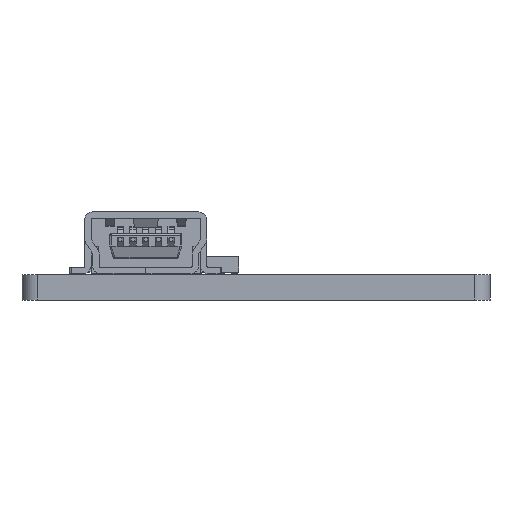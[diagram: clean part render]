
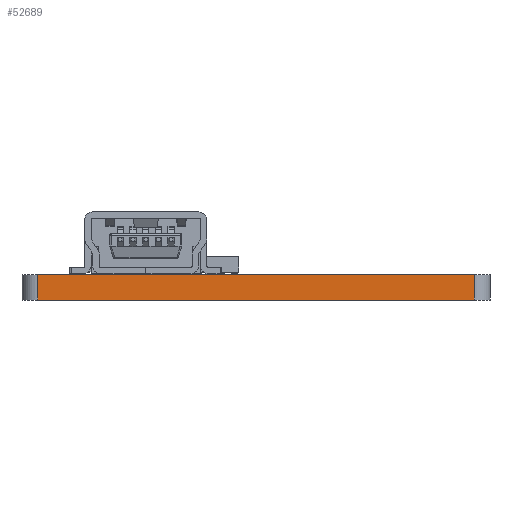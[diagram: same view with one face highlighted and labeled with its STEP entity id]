
A CAD part, front view. The second image highlights one B-rep face of the part: STEP entity #52689.
In plain terms, the highlighted planar face has unit normal (0, -1, 0).
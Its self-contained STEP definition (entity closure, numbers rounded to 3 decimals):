
#50702 = PLANE('',#50703);
#50703 = AXIS2_PLACEMENT_3D('',#50704,#50705,#50706);
#50704 = CARTESIAN_POINT('',(0.662,-0.771,1.6));
#50705 = DIRECTION('',(0.,0.,1.));
#50706 = DIRECTION('',(1.,0.,0.));
#50757 = PLANE('',#50758);
#50758 = AXIS2_PLACEMENT_3D('',#50759,#50760,#50761);
#50759 = CARTESIAN_POINT('',(0.662,-0.771,0.));
#50760 = DIRECTION('',(0.,0.,1.));
#50761 = DIRECTION('',(1.,0.,0.));
#51036 = VERTEX_POINT('',#51037);
#51037 = CARTESIAN_POINT('',(-13.75,-17.,0.));
#51052 = CYLINDRICAL_SURFACE('',#51053,1.);
#51053 = AXIS2_PLACEMENT_3D('',#51054,#51055,#51056);
#51054 = CARTESIAN_POINT('',(-13.75,-16.,0.));
#51055 = DIRECTION('',(0.,0.,-1.));
#51056 = DIRECTION('',(1.,0.,0.));
#51064 = EDGE_CURVE('',#51036,#51065,#51067,.T.);
#51065 = VERTEX_POINT('',#51066);
#51066 = CARTESIAN_POINT('',(13.75,-17.,0.));
#51067 = SURFACE_CURVE('',#51068,(#51072,#51079),.PCURVE_S1.);
#51068 = LINE('',#51069,#51070);
#51069 = CARTESIAN_POINT('',(-13.75,-17.,0.));
#51070 = VECTOR('',#51071,1.);
#51071 = DIRECTION('',(1.,0.,0.));
#51072 = PCURVE('',#50757,#51073);
#51073 = DEFINITIONAL_REPRESENTATION('',(#51074),#51078);
#51074 = LINE('',#51075,#51076);
#51075 = CARTESIAN_POINT('',(-14.412,-16.229));
#51076 = VECTOR('',#51077,1.);
#51077 = DIRECTION('',(1.,0.));
#51078 = ( GEOMETRIC_REPRESENTATION_CONTEXT(2) 
PARAMETRIC_REPRESENTATION_CONTEXT() REPRESENTATION_CONTEXT('2D SPACE',''
  ) );
#51079 = PCURVE('',#51080,#51085);
#51080 = PLANE('',#51081);
#51081 = AXIS2_PLACEMENT_3D('',#51082,#51083,#51084);
#51082 = CARTESIAN_POINT('',(-13.75,-17.,0.));
#51083 = DIRECTION('',(0.,1.,0.));
#51084 = DIRECTION('',(1.,0.,0.));
#51085 = DEFINITIONAL_REPRESENTATION('',(#51086),#51090);
#51086 = LINE('',#51087,#51088);
#51087 = CARTESIAN_POINT('',(0.,0.));
#51088 = VECTOR('',#51089,1.);
#51089 = DIRECTION('',(1.,0.));
#51090 = ( GEOMETRIC_REPRESENTATION_CONTEXT(2) 
PARAMETRIC_REPRESENTATION_CONTEXT() REPRESENTATION_CONTEXT('2D SPACE',''
  ) );
#51109 = CYLINDRICAL_SURFACE('',#51110,1.);
#51110 = AXIS2_PLACEMENT_3D('',#51111,#51112,#51113);
#51111 = CARTESIAN_POINT('',(13.75,-16.,0.));
#51112 = DIRECTION('',(0.,0.,-1.));
#51113 = DIRECTION('',(1.,0.,0.));
#51892 = VERTEX_POINT('',#51893);
#51893 = CARTESIAN_POINT('',(-13.75,-17.,1.6));
#51915 = EDGE_CURVE('',#51892,#51916,#51918,.T.);
#51916 = VERTEX_POINT('',#51917);
#51917 = CARTESIAN_POINT('',(13.75,-17.,1.6));
#51918 = SURFACE_CURVE('',#51919,(#51923,#51930),.PCURVE_S1.);
#51919 = LINE('',#51920,#51921);
#51920 = CARTESIAN_POINT('',(-13.75,-17.,1.6));
#51921 = VECTOR('',#51922,1.);
#51922 = DIRECTION('',(1.,0.,0.));
#51923 = PCURVE('',#50702,#51924);
#51924 = DEFINITIONAL_REPRESENTATION('',(#51925),#51929);
#51925 = LINE('',#51926,#51927);
#51926 = CARTESIAN_POINT('',(-14.412,-16.229));
#51927 = VECTOR('',#51928,1.);
#51928 = DIRECTION('',(1.,0.));
#51929 = ( GEOMETRIC_REPRESENTATION_CONTEXT(2) 
PARAMETRIC_REPRESENTATION_CONTEXT() REPRESENTATION_CONTEXT('2D SPACE',''
  ) );
#51930 = PCURVE('',#51080,#51931);
#51931 = DEFINITIONAL_REPRESENTATION('',(#51932),#51936);
#51932 = LINE('',#51933,#51934);
#51933 = CARTESIAN_POINT('',(0.,-1.6));
#51934 = VECTOR('',#51935,1.);
#51935 = DIRECTION('',(1.,0.));
#51936 = ( GEOMETRIC_REPRESENTATION_CONTEXT(2) 
PARAMETRIC_REPRESENTATION_CONTEXT() REPRESENTATION_CONTEXT('2D SPACE',''
  ) );
#52639 = EDGE_CURVE('',#51065,#51916,#52640,.T.);
#52640 = SURFACE_CURVE('',#52641,(#52645,#52652),.PCURVE_S1.);
#52641 = LINE('',#52642,#52643);
#52642 = CARTESIAN_POINT('',(13.75,-17.,0.));
#52643 = VECTOR('',#52644,1.);
#52644 = DIRECTION('',(0.,0.,1.));
#52645 = PCURVE('',#51109,#52646);
#52646 = DEFINITIONAL_REPRESENTATION('',(#52647),#52651);
#52647 = LINE('',#52648,#52649);
#52648 = CARTESIAN_POINT('',(-4.712,0.));
#52649 = VECTOR('',#52650,1.);
#52650 = DIRECTION('',(0.,-1.));
#52651 = ( GEOMETRIC_REPRESENTATION_CONTEXT(2) 
PARAMETRIC_REPRESENTATION_CONTEXT() REPRESENTATION_CONTEXT('2D SPACE',''
  ) );
#52652 = PCURVE('',#51080,#52653);
#52653 = DEFINITIONAL_REPRESENTATION('',(#52654),#52658);
#52654 = LINE('',#52655,#52656);
#52655 = CARTESIAN_POINT('',(27.5,0.));
#52656 = VECTOR('',#52657,1.);
#52657 = DIRECTION('',(0.,-1.));
#52658 = ( GEOMETRIC_REPRESENTATION_CONTEXT(2) 
PARAMETRIC_REPRESENTATION_CONTEXT() REPRESENTATION_CONTEXT('2D SPACE',''
  ) );
#52689 = ADVANCED_FACE('',(#52690),#51080,.F.);
#52690 = FACE_BOUND('',#52691,.F.);
#52691 = EDGE_LOOP('',(#52692,#52713,#52714,#52715));
#52692 = ORIENTED_EDGE('',*,*,#52693,.T.);
#52693 = EDGE_CURVE('',#51036,#51892,#52694,.T.);
#52694 = SURFACE_CURVE('',#52695,(#52699,#52706),.PCURVE_S1.);
#52695 = LINE('',#52696,#52697);
#52696 = CARTESIAN_POINT('',(-13.75,-17.,0.));
#52697 = VECTOR('',#52698,1.);
#52698 = DIRECTION('',(0.,0.,1.));
#52699 = PCURVE('',#51080,#52700);
#52700 = DEFINITIONAL_REPRESENTATION('',(#52701),#52705);
#52701 = LINE('',#52702,#52703);
#52702 = CARTESIAN_POINT('',(0.,0.));
#52703 = VECTOR('',#52704,1.);
#52704 = DIRECTION('',(0.,-1.));
#52705 = ( GEOMETRIC_REPRESENTATION_CONTEXT(2) 
PARAMETRIC_REPRESENTATION_CONTEXT() REPRESENTATION_CONTEXT('2D SPACE',''
  ) );
#52706 = PCURVE('',#51052,#52707);
#52707 = DEFINITIONAL_REPRESENTATION('',(#52708),#52712);
#52708 = LINE('',#52709,#52710);
#52709 = CARTESIAN_POINT('',(-4.712,0.));
#52710 = VECTOR('',#52711,1.);
#52711 = DIRECTION('',(0.,-1.));
#52712 = ( GEOMETRIC_REPRESENTATION_CONTEXT(2) 
PARAMETRIC_REPRESENTATION_CONTEXT() REPRESENTATION_CONTEXT('2D SPACE',''
  ) );
#52713 = ORIENTED_EDGE('',*,*,#51915,.T.);
#52714 = ORIENTED_EDGE('',*,*,#52639,.F.);
#52715 = ORIENTED_EDGE('',*,*,#51064,.F.);
